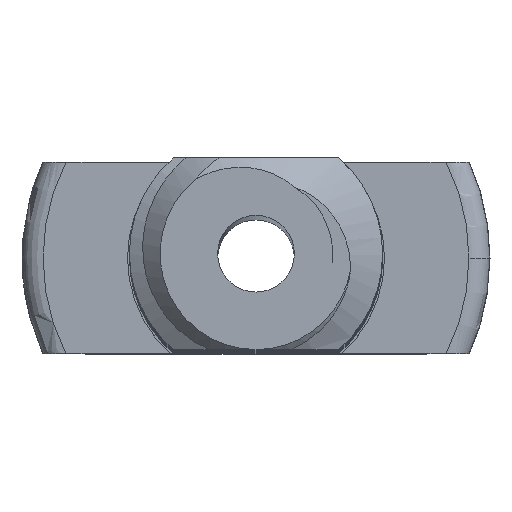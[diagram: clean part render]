
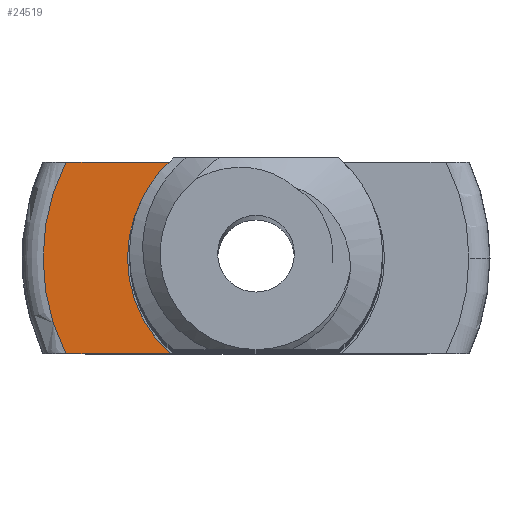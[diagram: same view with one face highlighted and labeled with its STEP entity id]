
A CAD part, top view. The second image highlights one B-rep face of the part: STEP entity #24519.
In plain terms, the highlighted planar face has unit normal (0, 0, 1).
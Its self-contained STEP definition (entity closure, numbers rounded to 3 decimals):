
#5492 = PLANE('',#5493);
#5493 = AXIS2_PLACEMENT_3D('',#5494,#5495,#5496);
#5494 = CARTESIAN_POINT('',(12.5,-2.5,76.82));
#5495 = DIRECTION('',(0.,1.,0.));
#5496 = DIRECTION('',(-1.,0.,0.));
#6281 = PLANE('',#6282);
#6282 = AXIS2_PLACEMENT_3D('',#6283,#6284,#6285);
#6283 = CARTESIAN_POINT('',(-12.5,2.5,76.82));
#6284 = DIRECTION('',(0.,-1.,0.));
#6285 = DIRECTION('',(1.,0.,0.));
#8705 = VERTEX_POINT('',#8706);
#8706 = CARTESIAN_POINT('',(-4.955,-2.5,0.));
#8758 = TOROIDAL_SURFACE('',#8759,5.55,0.55);
#8759 = AXIS2_PLACEMENT_3D('',#8760,#8761,#8762);
#8760 = CARTESIAN_POINT('',(0.,0.,-0.55)
  );
#8761 = DIRECTION('',(0.,0.,1.));
#8762 = DIRECTION('',(1.,0.,0.));
#8789 = EDGE_CURVE('',#8790,#8705,#8792,.T.);
#8790 = VERTEX_POINT('',#8791);
#8791 = CARTESIAN_POINT('',(-2.23,-2.5,0.));
#8792 = SURFACE_CURVE('',#8793,(#8797,#8804),.PCURVE_S1.);
#8793 = LINE('',#8794,#8795);
#8794 = CARTESIAN_POINT('',(6.25,-2.5,0.));
#8795 = VECTOR('',#8796,1.);
#8796 = DIRECTION('',(-1.,0.,0.));
#8797 = PCURVE('',#5492,#8798);
#8798 = DEFINITIONAL_REPRESENTATION('',(#8799),#8803);
#8799 = LINE('',#8800,#8801);
#8800 = CARTESIAN_POINT('',(6.25,-76.82));
#8801 = VECTOR('',#8802,1.);
#8802 = DIRECTION('',(1.,0.));
#8803 = ( GEOMETRIC_REPRESENTATION_CONTEXT(2) 
PARAMETRIC_REPRESENTATION_CONTEXT() REPRESENTATION_CONTEXT('2D SPACE',''
  ) );
#8804 = PCURVE('',#8805,#8810);
#8805 = PLANE('',#8806);
#8806 = AXIS2_PLACEMENT_3D('',#8807,#8808,#8809);
#8807 = CARTESIAN_POINT('',(0.,0.,
    0.));
#8808 = DIRECTION('',(0.,0.,-1.));
#8809 = DIRECTION('',(1.,0.,0.));
#8810 = DEFINITIONAL_REPRESENTATION('',(#8811),#8815);
#8811 = LINE('',#8812,#8813);
#8812 = CARTESIAN_POINT('',(6.25,2.5));
#8813 = VECTOR('',#8814,1.);
#8814 = DIRECTION('',(-1.,0.));
#8815 = ( GEOMETRIC_REPRESENTATION_CONTEXT(2) 
PARAMETRIC_REPRESENTATION_CONTEXT() REPRESENTATION_CONTEXT('2D SPACE',''
  ) );
#8831 = CYLINDRICAL_SURFACE('',#8832,3.35);
#8832 = AXIS2_PLACEMENT_3D('',#8833,#8834,#8835);
#8833 = CARTESIAN_POINT('',(0.,0.,1.8)
  );
#8834 = DIRECTION('',(0.,0.,-1.));
#8835 = DIRECTION('',(1.,0.,0.));
#22294 = VERTEX_POINT('',#22295);
#22295 = CARTESIAN_POINT('',(-2.23,2.5,0.));
#22316 = EDGE_CURVE('',#22317,#22294,#22319,.T.);
#22317 = VERTEX_POINT('',#22318);
#22318 = CARTESIAN_POINT('',(-4.955,2.5,0.));
#22319 = SURFACE_CURVE('',#22320,(#22324,#22331),.PCURVE_S1.);
#22320 = LINE('',#22321,#22322);
#22321 = CARTESIAN_POINT('',(-6.25,2.5,0.));
#22322 = VECTOR('',#22323,1.);
#22323 = DIRECTION('',(1.,0.,0.));
#22324 = PCURVE('',#6281,#22325);
#22325 = DEFINITIONAL_REPRESENTATION('',(#22326),#22330);
#22326 = LINE('',#22327,#22328);
#22327 = CARTESIAN_POINT('',(6.25,-76.82));
#22328 = VECTOR('',#22329,1.);
#22329 = DIRECTION('',(1.,0.));
#22330 = ( GEOMETRIC_REPRESENTATION_CONTEXT(2) 
PARAMETRIC_REPRESENTATION_CONTEXT() REPRESENTATION_CONTEXT('2D SPACE',''
  ) );
#22331 = PCURVE('',#8805,#22332);
#22332 = DEFINITIONAL_REPRESENTATION('',(#22333),#22337);
#22333 = LINE('',#22334,#22335);
#22334 = CARTESIAN_POINT('',(-6.25,-2.5));
#22335 = VECTOR('',#22336,1.);
#22336 = DIRECTION('',(1.,0.));
#22337 = ( GEOMETRIC_REPRESENTATION_CONTEXT(2) 
PARAMETRIC_REPRESENTATION_CONTEXT() REPRESENTATION_CONTEXT('2D SPACE',''
  ) );
#24051 = EDGE_CURVE('',#8790,#22294,#24052,.T.);
#24052 = SURFACE_CURVE('',#24053,(#24058,#24065),.PCURVE_S1.);
#24053 = CIRCLE('',#24054,3.35);
#24054 = AXIS2_PLACEMENT_3D('',#24055,#24056,#24057);
#24055 = CARTESIAN_POINT('',(0.,0.,
    0.));
#24056 = DIRECTION('',(0.,0.,-1.));
#24057 = DIRECTION('',(1.,0.,0.));
#24058 = PCURVE('',#8831,#24059);
#24059 = DEFINITIONAL_REPRESENTATION('',(#24060),#24064);
#24060 = LINE('',#24061,#24062);
#24061 = CARTESIAN_POINT('',(0.,1.8));
#24062 = VECTOR('',#24063,1.);
#24063 = DIRECTION('',(1.,0.));
#24064 = ( GEOMETRIC_REPRESENTATION_CONTEXT(2) 
PARAMETRIC_REPRESENTATION_CONTEXT() REPRESENTATION_CONTEXT('2D SPACE',''
  ) );
#24065 = PCURVE('',#8805,#24066);
#24066 = DEFINITIONAL_REPRESENTATION('',(#24067),#24071);
#24067 = CIRCLE('',#24068,3.35);
#24068 = AXIS2_PLACEMENT_2D('',#24069,#24070);
#24069 = CARTESIAN_POINT('',(0.,0.));
#24070 = DIRECTION('',(1.,0.));
#24071 = ( GEOMETRIC_REPRESENTATION_CONTEXT(2) 
PARAMETRIC_REPRESENTATION_CONTEXT() REPRESENTATION_CONTEXT('2D SPACE',''
  ) );
#24519 = ADVANCED_FACE('',(#24520),#8805,.F.);
#24520 = FACE_BOUND('',#24521,.T.);
#24521 = EDGE_LOOP('',(#24522,#24523,#24524,#24525));
#24522 = ORIENTED_EDGE('',*,*,#8789,.F.);
#24523 = ORIENTED_EDGE('',*,*,#24051,.T.);
#24524 = ORIENTED_EDGE('',*,*,#22316,.F.);
#24525 = ORIENTED_EDGE('',*,*,#24526,.F.);
#24526 = EDGE_CURVE('',#8705,#22317,#24527,.T.);
#24527 = SURFACE_CURVE('',#24528,(#24533,#24540),.PCURVE_S1.);
#24528 = CIRCLE('',#24529,5.55);
#24529 = AXIS2_PLACEMENT_3D('',#24530,#24531,#24532);
#24530 = CARTESIAN_POINT('',(0.,0.,
    0.));
#24531 = DIRECTION('',(0.,0.,-1.));
#24532 = DIRECTION('',(1.,0.,0.));
#24533 = PCURVE('',#8805,#24534);
#24534 = DEFINITIONAL_REPRESENTATION('',(#24535),#24539);
#24535 = CIRCLE('',#24536,5.55);
#24536 = AXIS2_PLACEMENT_2D('',#24537,#24538);
#24537 = CARTESIAN_POINT('',(0.,0.));
#24538 = DIRECTION('',(1.,0.));
#24539 = ( GEOMETRIC_REPRESENTATION_CONTEXT(2) 
PARAMETRIC_REPRESENTATION_CONTEXT() REPRESENTATION_CONTEXT('2D SPACE',''
  ) );
#24540 = PCURVE('',#8758,#24541);
#24541 = DEFINITIONAL_REPRESENTATION('',(#24542),#24546);
#24542 = LINE('',#24543,#24544);
#24543 = CARTESIAN_POINT('',(0.,7.854));
#24544 = VECTOR('',#24545,1.);
#24545 = DIRECTION('',(-1.,0.));
#24546 = ( GEOMETRIC_REPRESENTATION_CONTEXT(2) 
PARAMETRIC_REPRESENTATION_CONTEXT() REPRESENTATION_CONTEXT('2D SPACE',''
  ) );
